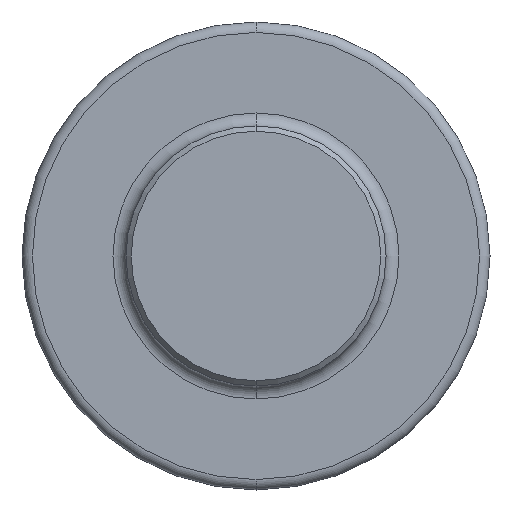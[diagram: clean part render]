
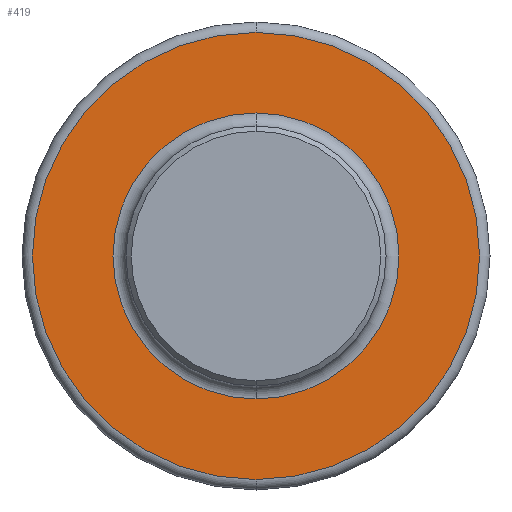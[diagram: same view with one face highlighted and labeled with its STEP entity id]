
A CAD part, front view. The second image highlights one B-rep face of the part: STEP entity #419.
In plain terms, the highlighted planar face has unit normal (0, -1, 0).
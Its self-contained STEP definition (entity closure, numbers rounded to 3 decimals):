
#10 = EDGE_CURVE ( 'NONE', #43, #587, #55, .T. ) ;
#14 = PLANE ( 'NONE',  #583 ) ;
#19 = EDGE_CURVE ( 'NONE', #175, #579, #429, .T. ) ;
#23 = CARTESIAN_POINT ( 'NONE',  ( 0., 0., 2.75 ) ) ;
#38 = CARTESIAN_POINT ( 'NONE',  ( 0., 0., 4.3 ) ) ;
#43 = VERTEX_POINT ( 'NONE', #23 ) ;
#55 = CIRCLE ( 'NONE', #259, 2.75 ) ;
#96 = EDGE_CURVE ( 'NONE', #587, #43, #386, .T. ) ;
#100 = EDGE_CURVE ( 'NONE', #579, #175, #117, .T. ) ;
#101 = CARTESIAN_POINT ( 'NONE',  ( 0., 0., 0. ) ) ;
#102 = ORIENTED_EDGE ( 'NONE', *, *, #96, .T. ) ;
#111 = DIRECTION ( 'NONE',  ( 0., -1., 0. ) ) ;
#117 = CIRCLE ( 'NONE', #567, 4.3 ) ;
#141 = ORIENTED_EDGE ( 'NONE', *, *, #19, .T. ) ;
#170 = AXIS2_PLACEMENT_3D ( 'NONE', #589, #448, #697 ) ;
#175 = VERTEX_POINT ( 'NONE', #355 ) ;
#246 = CARTESIAN_POINT ( 'NONE',  ( 0., 0., 0. ) ) ;
#252 = DIRECTION ( 'NONE',  ( 0., 1., 0. ) ) ;
#259 = AXIS2_PLACEMENT_3D ( 'NONE', #322, #252, #368 ) ;
#269 = CARTESIAN_POINT ( 'NONE',  ( 0., 0., -2.75 ) ) ;
#274 = DIRECTION ( 'NONE',  ( 0., 0., 1. ) ) ;
#297 = EDGE_LOOP ( 'NONE', ( #704, #141 ) ) ;
#322 = CARTESIAN_POINT ( 'NONE',  ( 0., 0., 0. ) ) ;
#355 = CARTESIAN_POINT ( 'NONE',  ( 0., 0., -4.3 ) ) ;
#368 = DIRECTION ( 'NONE',  ( 0., 0., 1. ) ) ;
#386 = CIRCLE ( 'NONE', #170, 2.75 ) ;
#419 = ADVANCED_FACE ( 'NONE', ( #689, #479 ), #14, .F. ) ;
#429 = CIRCLE ( 'NONE', #636, 4.3 ) ;
#448 = DIRECTION ( 'NONE',  ( 0., 1., 0. ) ) ;
#471 = DIRECTION ( 'NONE',  ( 0., 1., 0. ) ) ;
#479 = FACE_OUTER_BOUND ( 'NONE', #297, .T. ) ;
#523 = DIRECTION ( 'NONE',  ( 0., -1., 0. ) ) ;
#524 = ORIENTED_EDGE ( 'NONE', *, *, #10, .T. ) ;
#567 = AXIS2_PLACEMENT_3D ( 'NONE', #101, #111, #274 ) ;
#579 = VERTEX_POINT ( 'NONE', #38 ) ;
#583 = AXIS2_PLACEMENT_3D ( 'NONE', #246, #471, #631 ) ;
#587 = VERTEX_POINT ( 'NONE', #269 ) ;
#589 = CARTESIAN_POINT ( 'NONE',  ( 0., 0., 0. ) ) ;
#631 = DIRECTION ( 'NONE',  ( 0., 0., 1. ) ) ;
#633 = CARTESIAN_POINT ( 'NONE',  ( 0., 0., 0. ) ) ;
#636 = AXIS2_PLACEMENT_3D ( 'NONE', #633, #523, #682 ) ;
#682 = DIRECTION ( 'NONE',  ( 0., 0., 1. ) ) ;
#689 = FACE_BOUND ( 'NONE', #711, .T. ) ;
#697 = DIRECTION ( 'NONE',  ( 0., 0., 1. ) ) ;
#704 = ORIENTED_EDGE ( 'NONE', *, *, #100, .T. ) ;
#711 = EDGE_LOOP ( 'NONE', ( #524, #102 ) ) ;
